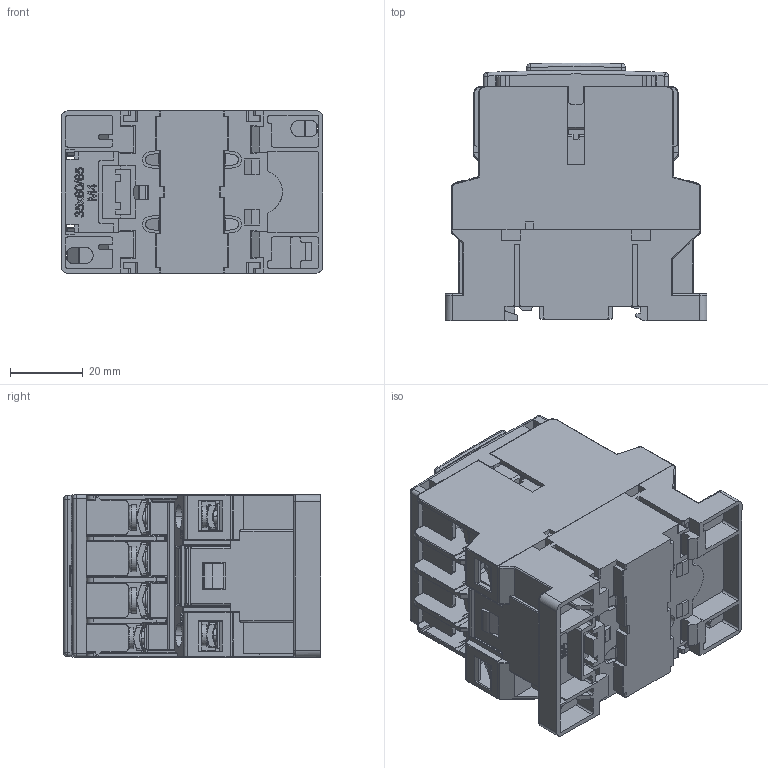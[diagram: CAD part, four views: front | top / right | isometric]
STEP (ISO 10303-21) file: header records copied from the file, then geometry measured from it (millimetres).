
FILE_DESCRIPTION (( 'STEP AP203' ), '1' );
FILE_NAME ('RADE KONCAR - Contactor CNN 22-18-12-9.STEP', '2025-04-17T07:16:27', ( '' ), ( '' ), 'SwSTEP 2.0', 'SolidWorks 2011', '' );
FILE_SCHEMA (( 'CONFIG_CONTROL_DESIGN' ));
Products named in the file (1): RADE KONCAR - Contactor CNN 22-18-12-9
Bounding box: 72.2 x 71 x 44.8 mm (x, y, z)
Volume: 153267.8 mm3; surface area: 62430.3 mm2
Topology: 47 solids, 48 shells, 3936 faces, 10895 edges, 7076 vertices
Faces by surface type: plane 2615, cylinder 867, bspline 379, torus 37, sphere 22, cone 16
Entity records: 139436 total; most frequent: CARTESIAN_POINT 46008, ORIENTED_EDGE 21638, DIRECTION 16068, EDGE_CURVE 10819, VERTEX_POINT 7074, LINE 6712, VECTOR 6712, AXIS2_PLACEMENT_3D 4678
